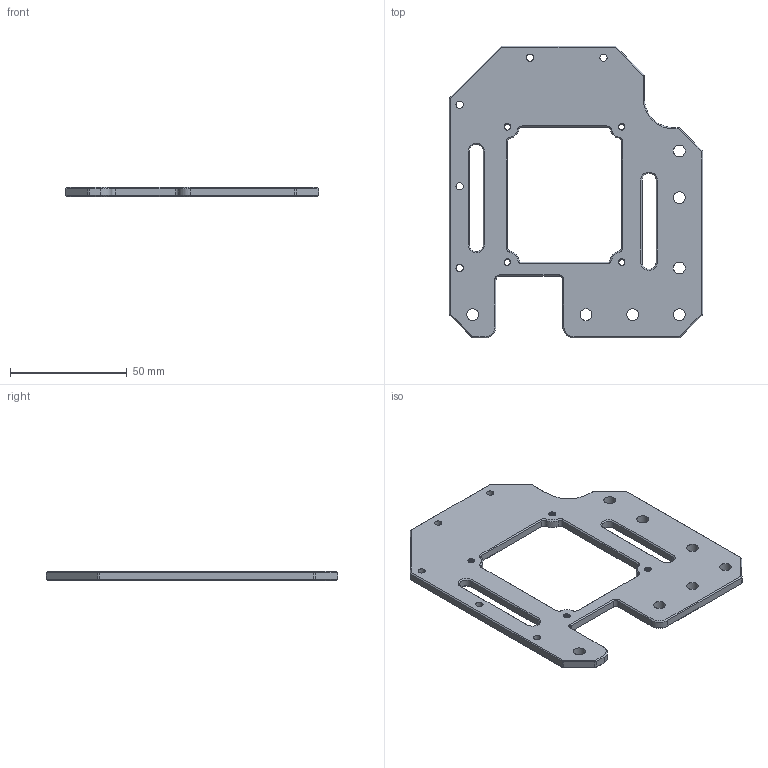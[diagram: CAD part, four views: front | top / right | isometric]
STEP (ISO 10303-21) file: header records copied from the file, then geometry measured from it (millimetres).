
FILE_DESCRIPTION(/* description */ ('','CAx-IF Rec.Pracs.---Representation and Presentation of Product Manufacturing Information (PMI)---4.0---2014-10-13'),/* implementation_level */ '2;1');
FILE_NAME(/* name */ 'BOARD_BASE.step',/* time_stamp */ '2025-01-06T20:04:11-08:00',/* author */ (''),/* organization */ (''),/* preprocessor_version */ 'ST-DEVELOPER v20',/* originating_system */ 'Autodesk Translation Framework v13.20.0.188',/* authorisation */ '');
FILE_SCHEMA (('AP242_MANAGED_MODEL_BASED_3D_ENGINEERING_MIM_LF { 1 0 10303 442 1 1 4 }'));
Length unit declared in the file: millimetre
Products named in the file (1): BOARD_BASE
Bounding box: 108.59 x 125.13 x 4 mm (x, y, z)
Volume: 31884.1 mm3; surface area: 19862 mm2
Topology: 1 solids, 1 shells, 256 faces, 654 edges, 400 vertices
Faces by surface type: cylinder 115, plane 71, cone 62, bspline 8
Full cylindrical faces by diameter (mm): 2.529 x16, 3.086 x8, 3.1 x5, 5.1 x7
Entity records: 12458 total; most frequent: CARTESIAN_POINT 6399, ORIENTED_EDGE 1308, DIRECTION 1156, EDGE_CURVE 654, AXIS2_PLACEMENT_3D 413, VERTEX_POINT 400, LINE 330, VECTOR 330
